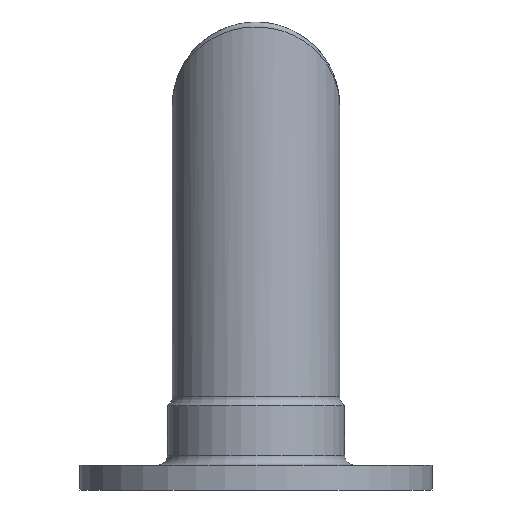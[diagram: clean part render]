
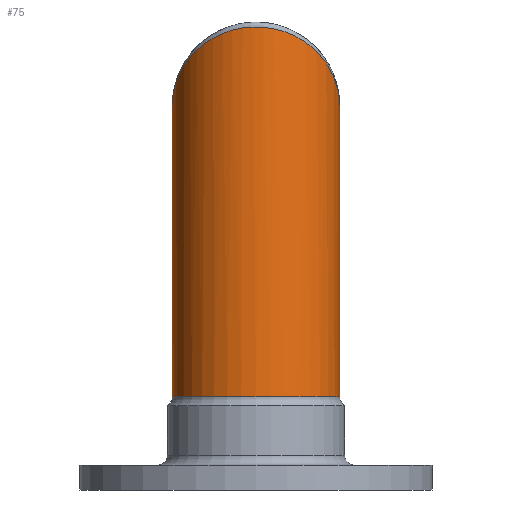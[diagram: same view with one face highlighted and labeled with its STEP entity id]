
A CAD part, front view. The second image highlights one B-rep face of the part: STEP entity #75.
In plain terms, the highlighted cylindrical face has radius 16.85 mm (diameter 33.7 mm), a full revolution.
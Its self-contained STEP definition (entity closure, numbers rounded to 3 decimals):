
#54=ELLIPSE('',#379,23.133,16.85);
#55=ELLIPSE('',#380,24.547,16.85);
#75=ADVANCED_FACE('',(#123,#124),#98,.T.);
#98=CYLINDRICAL_SURFACE('',#381,16.85);
#123=FACE_BOUND('',#171,.T.);
#124=FACE_BOUND('',#172,.T.);
#171=EDGE_LOOP('',(#223));
#172=EDGE_LOOP('',(#224,#225));
#223=ORIENTED_EDGE('',*,*,#304,.T.);
#224=ORIENTED_EDGE('',*,*,#305,.T.);
#225=ORIENTED_EDGE('',*,*,#306,.T.);
#278=VERTEX_POINT('',#558);
#279=VERTEX_POINT('',#560);
#280=VERTEX_POINT('',#561);
#304=EDGE_CURVE('',#278,#278,#334,.T.);
#305=EDGE_CURVE('',#279,#280,#54,.T.);
#306=EDGE_CURVE('',#280,#279,#55,.T.);
#334=CIRCLE('',#378,16.85);
#378=AXIS2_PLACEMENT_3D('',#557,#454,#455);
#379=AXIS2_PLACEMENT_3D('',#559,#456,#457);
#380=AXIS2_PLACEMENT_3D('',#562,#458,#459);
#381=AXIS2_PLACEMENT_3D('',#563,#460,#461);
#454=DIRECTION('',(0.,0.,1.));
#455=DIRECTION('',(-1.,0.,0.));
#456=DIRECTION('',(0.,-0.685,-0.728));
#457=DIRECTION('',(0.,-0.728,0.685));
#458=DIRECTION('',(0.,-0.727,-0.686));
#459=DIRECTION('',(0.,-0.686,0.727));
#460=DIRECTION('',(0.,0.,-1.));
#461=DIRECTION('',(-1.,0.,0.));
#557=CARTESIAN_POINT('',(0.251,-0.221,18.732));
#558=CARTESIAN_POINT('',(-16.599,-0.221,18.732));
#559=CARTESIAN_POINT('',(0.251,-0.221,77.371));
#560=CARTESIAN_POINT('',(17.101,-0.221,77.371));
#561=CARTESIAN_POINT('',(-16.599,-0.221,77.371));
#562=CARTESIAN_POINT('',(0.251,-0.221,77.371));
#563=CARTESIAN_POINT('',(0.251,-0.221,765.971));
